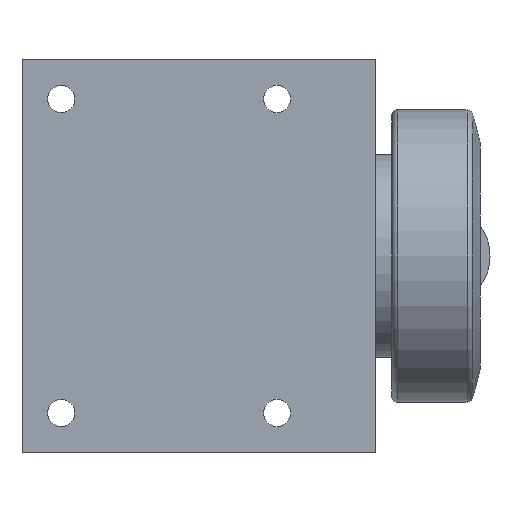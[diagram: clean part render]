
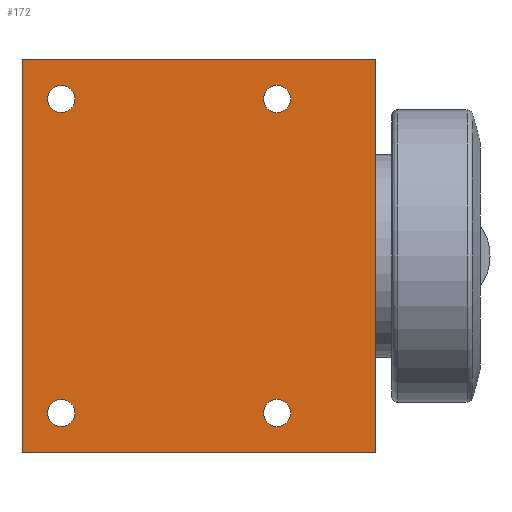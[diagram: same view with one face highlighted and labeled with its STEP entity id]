
A CAD part, front view. The second image highlights one B-rep face of the part: STEP entity #172.
In plain terms, the highlighted planar face has unit normal (0, -1, 0).
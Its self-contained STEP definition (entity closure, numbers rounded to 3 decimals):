
#172 = ADVANCED_FACE( '', ( #284, #285, #286, #287, #288 ), #289, .T. );
#284 = FACE_BOUND( '', #401, .T. );
#285 = FACE_BOUND( '', #402, .T. );
#286 = FACE_BOUND( '', #403, .T. );
#287 = FACE_BOUND( '', #404, .T. );
#288 = FACE_OUTER_BOUND( '', #405, .T. );
#289 = PLANE( '', #406 );
#401 = EDGE_LOOP( '', ( #764, #765 ) );
#402 = EDGE_LOOP( '', ( #766, #767 ) );
#403 = EDGE_LOOP( '', ( #768, #769 ) );
#404 = EDGE_LOOP( '', ( #770, #771 ) );
#405 = EDGE_LOOP( '', ( #772, #773, #774, #775 ) );
#406 = AXIS2_PLACEMENT_3D( '', #776, #777, #778 );
#764 = ORIENTED_EDGE( '', *, *, #862, .T. );
#765 = ORIENTED_EDGE( '', *, *, #887, .T. );
#766 = ORIENTED_EDGE( '', *, *, #858, .T. );
#767 = ORIENTED_EDGE( '', *, *, #889, .T. );
#768 = ORIENTED_EDGE( '', *, *, #854, .T. );
#769 = ORIENTED_EDGE( '', *, *, #891, .T. );
#770 = ORIENTED_EDGE( '', *, *, #850, .T. );
#771 = ORIENTED_EDGE( '', *, *, #893, .T. );
#772 = ORIENTED_EDGE( '', *, *, #922, .T. );
#773 = ORIENTED_EDGE( '', *, *, #900, .F. );
#774 = ORIENTED_EDGE( '', *, *, #923, .F. );
#775 = ORIENTED_EDGE( '', *, *, #920, .T. );
#776 = CARTESIAN_POINT( '', ( 0., -120., -100. ) );
#777 = DIRECTION( '', ( 0., -1., 0. ) );
#778 = DIRECTION( '', ( 1., 0., 0. ) );
#850 = EDGE_CURVE( '', #997, #1001, #1003, .T. );
#854 = EDGE_CURVE( '', #1005, #1009, #1011, .T. );
#858 = EDGE_CURVE( '', #1013, #1017, #1019, .T. );
#862 = EDGE_CURVE( '', #1021, #1025, #1027, .T. );
#887 = EDGE_CURVE( '', #1025, #1021, #1068, .T. );
#889 = EDGE_CURVE( '', #1017, #1013, #1070, .T. );
#891 = EDGE_CURVE( '', #1009, #1005, #1072, .T. );
#893 = EDGE_CURVE( '', #1001, #997, #1074, .T. );
#900 = EDGE_CURVE( '', #1083, #1078, #1085, .T. );
#920 = EDGE_CURVE( '', #1118, #1116, #1119, .T. );
#922 = EDGE_CURVE( '', #1116, #1078, #1121, .T. );
#923 = EDGE_CURVE( '', #1118, #1083, #1122, .T. );
#997 = VERTEX_POINT( '', #1212 );
#1001 = VERTEX_POINT( '', #1217 );
#1003 = CIRCLE( '', #1220, 6.918 );
#1005 = VERTEX_POINT( '', #1222 );
#1009 = VERTEX_POINT( '', #1227 );
#1011 = CIRCLE( '', #1230, 6.918 );
#1013 = VERTEX_POINT( '', #1232 );
#1017 = VERTEX_POINT( '', #1237 );
#1019 = CIRCLE( '', #1240, 6.918 );
#1021 = VERTEX_POINT( '', #1242 );
#1025 = VERTEX_POINT( '', #1247 );
#1027 = CIRCLE( '', #1250, 6.918 );
#1068 = CIRCLE( '', #1315, 6.918 );
#1070 = CIRCLE( '', #1317, 6.918 );
#1072 = CIRCLE( '', #1319, 6.918 );
#1074 = CIRCLE( '', #1321, 6.918 );
#1078 = VERTEX_POINT( '', #1325 );
#1083 = VERTEX_POINT( '', #1332 );
#1085 = LINE( '', #1335, #1336 );
#1116 = VERTEX_POINT( '', #1379 );
#1118 = VERTEX_POINT( '', #1382 );
#1119 = LINE( '', #1383, #1384 );
#1121 = LINE( '', #1387, #1388 );
#1122 = LINE( '', #1389, #1390 );
#1212 = CARTESIAN_POINT( '', ( -50., -120., 86.918 ) );
#1217 = CARTESIAN_POINT( '', ( -50., -120., 73.083 ) );
#1220 = AXIS2_PLACEMENT_3D( '', #1496, #1497, #1498 );
#1222 = CARTESIAN_POINT( '', ( -50., -120., -73.083 ) );
#1227 = CARTESIAN_POINT( '', ( -50., -120., -86.918 ) );
#1230 = AXIS2_PLACEMENT_3D( '', #1504, #1505, #1506 );
#1232 = CARTESIAN_POINT( '', ( -160., -120., 86.918 ) );
#1237 = CARTESIAN_POINT( '', ( -160., -120., 73.083 ) );
#1240 = AXIS2_PLACEMENT_3D( '', #1512, #1513, #1514 );
#1242 = CARTESIAN_POINT( '', ( -160., -120., -73.083 ) );
#1247 = CARTESIAN_POINT( '', ( -160., -120., -86.918 ) );
#1250 = AXIS2_PLACEMENT_3D( '', #1520, #1521, #1522 );
#1315 = AXIS2_PLACEMENT_3D( '', #1547, #1548, #1549 );
#1317 = AXIS2_PLACEMENT_3D( '', #1553, #1554, #1555 );
#1319 = AXIS2_PLACEMENT_3D( '', #1559, #1560, #1561 );
#1321 = AXIS2_PLACEMENT_3D( '', #1565, #1566, #1567 );
#1325 = CARTESIAN_POINT( '', ( -180., -120., 100. ) );
#1332 = CARTESIAN_POINT( '', ( -180., -120., -100. ) );
#1335 = CARTESIAN_POINT( '', ( -180., -120., -100. ) );
#1336 = VECTOR( '', #1580, 1. );
#1379 = CARTESIAN_POINT( '', ( 0., -120., 100. ) );
#1382 = CARTESIAN_POINT( '', ( 0., -120., -100. ) );
#1383 = CARTESIAN_POINT( '', ( 0., -120., -100. ) );
#1384 = VECTOR( '', #1612, 1. );
#1387 = CARTESIAN_POINT( '', ( 0., -120., 100. ) );
#1388 = VECTOR( '', #1614, 1. );
#1389 = CARTESIAN_POINT( '', ( 0., -120., -100. ) );
#1390 = VECTOR( '', #1615, 1. );
#1496 = CARTESIAN_POINT( '', ( -50., -120., 80. ) );
#1497 = DIRECTION( '', ( 0., 1., 0. ) );
#1498 = DIRECTION( '', ( 0., 0., 1. ) );
#1504 = CARTESIAN_POINT( '', ( -50., -120., -80. ) );
#1505 = DIRECTION( '', ( 0., 1., 0. ) );
#1506 = DIRECTION( '', ( 0., 0., 1. ) );
#1512 = CARTESIAN_POINT( '', ( -160., -120., 80. ) );
#1513 = DIRECTION( '', ( 0., 1., 0. ) );
#1514 = DIRECTION( '', ( 0., 0., 1. ) );
#1520 = CARTESIAN_POINT( '', ( -160., -120., -80. ) );
#1521 = DIRECTION( '', ( 0., 1., 0. ) );
#1522 = DIRECTION( '', ( 0., 0., 1. ) );
#1547 = CARTESIAN_POINT( '', ( -160., -120., -80. ) );
#1548 = DIRECTION( '', ( 0., 1., 0. ) );
#1549 = DIRECTION( '', ( 0., 0., 1. ) );
#1553 = CARTESIAN_POINT( '', ( -160., -120., 80. ) );
#1554 = DIRECTION( '', ( 0., 1., 0. ) );
#1555 = DIRECTION( '', ( 0., 0., 1. ) );
#1559 = CARTESIAN_POINT( '', ( -50., -120., -80. ) );
#1560 = DIRECTION( '', ( 0., 1., 0. ) );
#1561 = DIRECTION( '', ( 0., 0., 1. ) );
#1565 = CARTESIAN_POINT( '', ( -50., -120., 80. ) );
#1566 = DIRECTION( '', ( 0., 1., 0. ) );
#1567 = DIRECTION( '', ( 0., 0., 1. ) );
#1580 = DIRECTION( '', ( 0., 0., 1. ) );
#1612 = DIRECTION( '', ( 0., 0., 1. ) );
#1614 = DIRECTION( '', ( -1., 0., 0. ) );
#1615 = DIRECTION( '', ( -1., 0., 0. ) );
